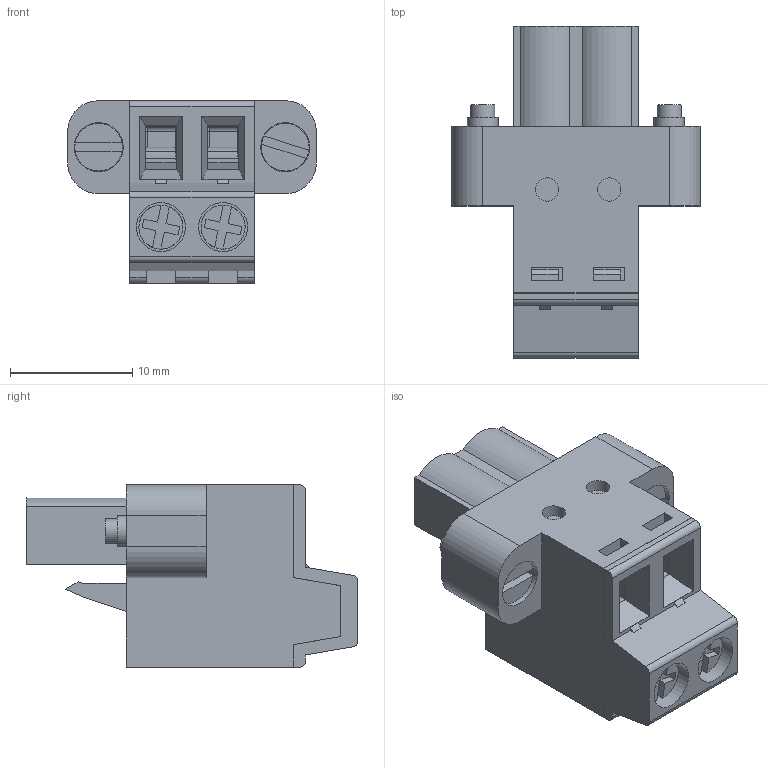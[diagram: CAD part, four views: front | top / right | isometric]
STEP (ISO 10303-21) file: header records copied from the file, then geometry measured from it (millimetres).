
FILE_DESCRIPTION(/* description */ ('Unknown'),/* implementation_level */ '2;1');
FILE_NAME(/* name */ '691374500002B',/* time_stamp */ '2023-01-10T13:38:36+01:00',/* author */ ('Unknown'),/* organization */ ('Unknown'),/* preprocessor_version */ 'ST-DEVELOPER v16.7',/* originating_system */ 'Solid Edge',/* authorisation */ 'Unknown');
FILE_SCHEMA (('AUTOMOTIVE_DESIGN {1 0 10303 214 3 1 1}'));
Length unit declared in the file: millimetre
Products named in the file (8): 6913745000xxB; 691374500002B_COQUE; 691374500002B; 6913745000xxB_MASS; 6913745000xxB_PIN; 6913745000xxB_VIS_2; 6913745000xxB_VIS; 6913745000xxB_CLAPET
Assembly tree (12 placements, depth 2):
  6913745000xxB
    691374500002B_COQUE
    691374500002B
    6913745000xxB_MASS  x2
    6913745000xxB_PIN  x2
    6913745000xxB_VIS_2  x2
    6913745000xxB_VIS  x2
    6913745000xxB_CLAPET  x2
Bounding box: 20.32 x 27.1 x 14.9 mm (x, y, z)
Volume: 2357.2 mm3; surface area: 5700.8 mm2
Topology: 12 solids, 12 shells, 569 faces, 1545 edges, 1016 vertices
Faces by surface type: plane 439, cylinder 128, cone 2
Full cylindrical faces by diameter (mm): 1.9 x2, 1.998 x2, 2.003 x2, 2.5 x6, 2.7 x2, 3 x2, 3.1 x2, 3.6 x2, 3.9 x2, 3.99 x2, 4 x2, 4.1 x2
Entity records: 13563 total; most frequent: CARTESIAN_POINT 2265, ORIENTED_EDGE 2198, DIRECTION 2116, EDGE_CURVE 1099, LINE 928, VECTOR 928, VERTEX_POINT 733, AXIS2_PLACEMENT_3D 594
